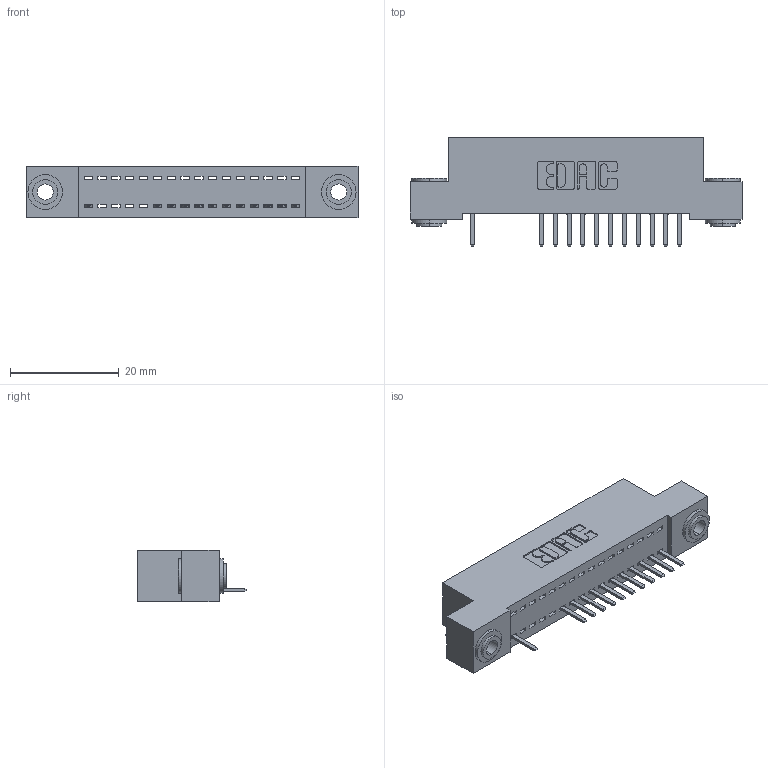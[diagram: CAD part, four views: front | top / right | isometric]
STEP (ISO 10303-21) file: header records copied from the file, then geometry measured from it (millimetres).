
FILE_DESCRIPTION (( 'STEP AP203' ), '1' );
FILE_NAME ('392-016-520-103.STEP', '2018-08-15T01:20:31', ( '' ), ( '' ), 'SwSTEP 2.0', 'SolidWorks 2016', '' );
FILE_SCHEMA (( 'CONFIG_CONTROL_DESIGN' ));
Length unit declared in the file: inch
Products named in the file (4): 342-250-002_345-250-002-102; 392-016-520-103; 342 Part_.156 TH; 345-292-001_345-293-120
Assembly tree (15 placements, depth 2):
  392-016-520-103
    342 Part_.156 TH
    345-292-001_345-293-120  x12
    342-250-002_345-250-002-102  x2
Bounding box: 60.96 x 20.02 x 9.4 mm (x, y, z)
Volume: 5191.8 mm3; surface area: 7017.1 mm2
Topology: 15 solids, 15 shells, 940 faces, 2751 edges, 1798 vertices
Faces by surface type: plane 652, cylinder 280, cone 8
Entity records: 13648 total; most frequent: CARTESIAN_POINT 2365, ORIENTED_EDGE 2302, DIRECTION 2065, EDGE_CURVE 1151, LINE 995, VECTOR 995, VERTEX_POINT 762, AXIS2_PLACEMENT_3D 535
